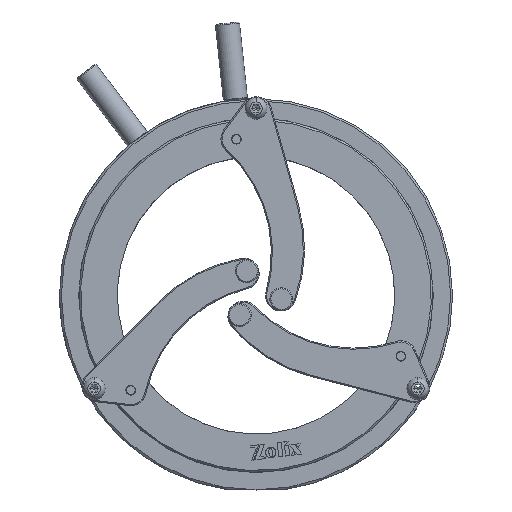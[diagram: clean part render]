
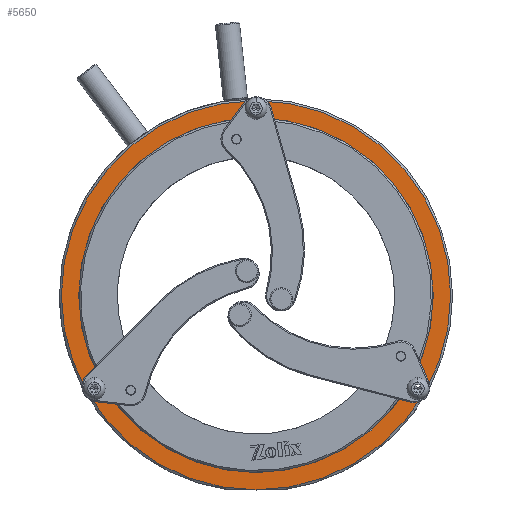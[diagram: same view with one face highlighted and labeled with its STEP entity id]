
A CAD part, top view. The second image highlights one B-rep face of the part: STEP entity #5650.
In plain terms, the highlighted planar face has unit normal (0, 0, 1).
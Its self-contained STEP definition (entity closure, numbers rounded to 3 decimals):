
#82 = PLANE ( 'NONE',  #3650 ) ;
#207 = AXIS2_PLACEMENT_3D ( 'NONE', #8818, #8018, #3363 ) ;
#351 = CARTESIAN_POINT ( 'NONE',  ( -56.182, -19.584, 110. ) ) ;
#401 = DIRECTION ( 'NONE',  ( 1., 0., 0. ) ) ;
#488 = AXIS2_PLACEMENT_3D ( 'NONE', #4575, #683, #7006 ) ;
#508 = EDGE_CURVE ( 'NONE', #4621, #6002, #5431, .T. ) ;
#579 = DIRECTION ( 'NONE',  ( 0., 0., 1. ) ) ;
#614 = ORIENTED_EDGE ( 'NONE', *, *, #9065, .F. ) ;
#683 = DIRECTION ( 'NONE',  ( 0., 0., 1. ) ) ;
#795 = EDGE_CURVE ( 'NONE', #6749, #9737, #4815, .T. ) ;
#962 = AXIS2_PLACEMENT_3D ( 'NONE', #3691, #579, #1048 ) ;
#1048 = DIRECTION ( 'NONE',  ( 1., 0., 0. ) ) ;
#1212 = CARTESIAN_POINT ( 'NONE',  ( 31.821, 4.666, 110. ) ) ;
#1230 = CARTESIAN_POINT ( 'NONE',  ( 27.823, -19.584, 110. ) ) ;
#1373 = DIRECTION ( 'NONE',  ( 0., 0., 1. ) ) ;
#1493 = ORIENTED_EDGE ( 'NONE', *, *, #6566, .T. ) ;
#1503 = ORIENTED_EDGE ( 'NONE', *, *, #4118, .F. ) ;
#1519 = CARTESIAN_POINT ( 'NONE',  ( -14.179, 4.666, 110. ) ) ;
#1590 = EDGE_LOOP ( 'NONE', ( #5138, #3697 ) ) ;
#1686 = AXIS2_PLACEMENT_3D ( 'NONE', #351, #4973, #8943 ) ;
#1797 = CIRCLE ( 'NONE', #962, 50.5 ) ;
#1951 = VERTEX_POINT ( 'NONE', #8141 ) ;
#1995 = VERTEX_POINT ( 'NONE', #4357 ) ;
#2077 = DIRECTION ( 'NONE',  ( 1., 0., 0. ) ) ;
#2119 = CARTESIAN_POINT ( 'NONE',  ( -14.179, 4.666, 110. ) ) ;
#2445 = EDGE_LOOP ( 'NONE', ( #1503, #7844 ) ) ;
#2517 = FACE_BOUND ( 'NONE', #2445, .T. ) ;
#2579 = ORIENTED_EDGE ( 'NONE', *, *, #4161, .T. ) ;
#2587 = CARTESIAN_POINT ( 'NONE',  ( -14.179, -45.834, 110. ) ) ;
#2644 = CIRCLE ( 'NONE', #7910, 1.25 ) ;
#2895 = CARTESIAN_POINT ( 'NONE',  ( -14.179, 53.166, 110. ) ) ;
#3052 = EDGE_CURVE ( 'NONE', #9733, #1995, #6764, .T. ) ;
#3316 = CARTESIAN_POINT ( 'NONE',  ( -60.179, 4.666, 110. ) ) ;
#3363 = DIRECTION ( 'NONE',  ( 1., 0., 0. ) ) ;
#3399 = CIRCLE ( 'NONE', #7038, 46. ) ;
#3645 = AXIS2_PLACEMENT_3D ( 'NONE', #7420, #4286, #401 ) ;
#3650 = AXIS2_PLACEMENT_3D ( 'NONE', #4744, #6306, #5622 ) ;
#3691 = CARTESIAN_POINT ( 'NONE',  ( -14.179, 4.666, 110. ) ) ;
#3697 = ORIENTED_EDGE ( 'NONE', *, *, #5507, .F. ) ;
#3837 = VERTEX_POINT ( 'NONE', #3316 ) ;
#3918 = AXIS2_PLACEMENT_3D ( 'NONE', #1230, #5962, #6808 ) ;
#4079 = CIRCLE ( 'NONE', #207, 46. ) ;
#4118 = EDGE_CURVE ( 'NONE', #8431, #3837, #3399, .T. ) ;
#4161 = EDGE_CURVE ( 'NONE', #6240, #6749, #1797, .T. ) ;
#4286 = DIRECTION ( 'NONE',  ( 0., 0., 1. ) ) ;
#4357 = CARTESIAN_POINT ( 'NONE',  ( -57.432, -19.584, 110. ) ) ;
#4365 = EDGE_CURVE ( 'NONE', #1951, #6994, #5345, .T. ) ;
#4575 = CARTESIAN_POINT ( 'NONE',  ( -14.179, 4.666, 110. ) ) ;
#4621 = VERTEX_POINT ( 'NONE', #4769 ) ;
#4689 = DIRECTION ( 'NONE',  ( 1., 0., 0. ) ) ;
#4696 = AXIS2_PLACEMENT_3D ( 'NONE', #7782, #9418, #4689 ) ;
#4713 = CARTESIAN_POINT ( 'NONE',  ( -54.932, -19.584, 110. ) ) ;
#4724 = CARTESIAN_POINT ( 'NONE',  ( 27.823, -19.584, 110. ) ) ;
#4744 = CARTESIAN_POINT ( 'NONE',  ( -14.179, 4.666, 110. ) ) ;
#4769 = CARTESIAN_POINT ( 'NONE',  ( -12.929, 53.166, 110. ) ) ;
#4815 = CIRCLE ( 'NONE', #488, 50.5 ) ;
#4837 = FACE_BOUND ( 'NONE', #6767, .T. ) ;
#4954 = CIRCLE ( 'NONE', #4696, 1.25 ) ;
#4960 = AXIS2_PLACEMENT_3D ( 'NONE', #1519, #6949, #9997 ) ;
#4973 = DIRECTION ( 'NONE',  ( 0., 0., 1. ) ) ;
#5138 = ORIENTED_EDGE ( 'NONE', *, *, #4365, .F. ) ;
#5345 = CIRCLE ( 'NONE', #3918, 1.25 ) ;
#5396 = EDGE_LOOP ( 'NONE', ( #6589, #5659 ) ) ;
#5431 = CIRCLE ( 'NONE', #3645, 1.25 ) ;
#5507 = EDGE_CURVE ( 'NONE', #6994, #1951, #9387, .T. ) ;
#5592 = EDGE_CURVE ( 'NONE', #1995, #9733, #4954, .T. ) ;
#5622 = DIRECTION ( 'NONE',  ( 1., 0., 0. ) ) ;
#5650 = ADVANCED_FACE ( 'NONE', ( #6292, #2517, #7017, #6773, #4837 ), #82, .T. ) ;
#5659 = ORIENTED_EDGE ( 'NONE', *, *, #5592, .F. ) ;
#5962 = DIRECTION ( 'NONE',  ( 0., 0., 1. ) ) ;
#6002 = VERTEX_POINT ( 'NONE', #7649 ) ;
#6174 = CARTESIAN_POINT ( 'NONE',  ( 36.321, 4.666, 110. ) ) ;
#6240 = VERTEX_POINT ( 'NONE', #8873 ) ;
#6292 = FACE_OUTER_BOUND ( 'NONE', #9427, .T. ) ;
#6306 = DIRECTION ( 'NONE',  ( 0., 0., 1. ) ) ;
#6510 = CIRCLE ( 'NONE', #4960, 50.5 ) ;
#6566 = EDGE_CURVE ( 'NONE', #9737, #6240, #6510, .T. ) ;
#6589 = ORIENTED_EDGE ( 'NONE', *, *, #3052, .F. ) ;
#6590 = ORIENTED_EDGE ( 'NONE', *, *, #795, .T. ) ;
#6749 = VERTEX_POINT ( 'NONE', #2587 ) ;
#6764 = CIRCLE ( 'NONE', #1686, 1.25 ) ;
#6767 = EDGE_LOOP ( 'NONE', ( #9202, #614 ) ) ;
#6773 = FACE_BOUND ( 'NONE', #1590, .T. ) ;
#6808 = DIRECTION ( 'NONE',  ( 1., 0., 0. ) ) ;
#6949 = DIRECTION ( 'NONE',  ( 0., 0., 1. ) ) ;
#6994 = VERTEX_POINT ( 'NONE', #8366 ) ;
#7006 = DIRECTION ( 'NONE',  ( 1., 0., 0. ) ) ;
#7017 = FACE_BOUND ( 'NONE', #5396, .T. ) ;
#7038 = AXIS2_PLACEMENT_3D ( 'NONE', #2119, #7672, #2077 ) ;
#7420 = CARTESIAN_POINT ( 'NONE',  ( -14.179, 53.166, 110. ) ) ;
#7423 = AXIS2_PLACEMENT_3D ( 'NONE', #4724, #7755, #7715 ) ;
#7609 = DIRECTION ( 'NONE',  ( 1., 0., 0. ) ) ;
#7649 = CARTESIAN_POINT ( 'NONE',  ( -15.429, 53.166, 110. ) ) ;
#7672 = DIRECTION ( 'NONE',  ( 0., 0., 1. ) ) ;
#7715 = DIRECTION ( 'NONE',  ( 1., 0., 0. ) ) ;
#7755 = DIRECTION ( 'NONE',  ( 0., 0., 1. ) ) ;
#7782 = CARTESIAN_POINT ( 'NONE',  ( -56.182, -19.584, 110. ) ) ;
#7844 = ORIENTED_EDGE ( 'NONE', *, *, #8850, .F. ) ;
#7910 = AXIS2_PLACEMENT_3D ( 'NONE', #2895, #1373, #7609 ) ;
#8018 = DIRECTION ( 'NONE',  ( 0., 0., 1. ) ) ;
#8141 = CARTESIAN_POINT ( 'NONE',  ( 29.073, -19.584, 110. ) ) ;
#8366 = CARTESIAN_POINT ( 'NONE',  ( 26.573, -19.584, 110. ) ) ;
#8431 = VERTEX_POINT ( 'NONE', #1212 ) ;
#8818 = CARTESIAN_POINT ( 'NONE',  ( -14.179, 4.666, 110. ) ) ;
#8850 = EDGE_CURVE ( 'NONE', #3837, #8431, #4079, .T. ) ;
#8873 = CARTESIAN_POINT ( 'NONE',  ( -64.679, 4.666, 110. ) ) ;
#8943 = DIRECTION ( 'NONE',  ( 1., 0., 0. ) ) ;
#9065 = EDGE_CURVE ( 'NONE', #6002, #4621, #2644, .T. ) ;
#9202 = ORIENTED_EDGE ( 'NONE', *, *, #508, .F. ) ;
#9387 = CIRCLE ( 'NONE', #7423, 1.25 ) ;
#9418 = DIRECTION ( 'NONE',  ( 0., 0., 1. ) ) ;
#9427 = EDGE_LOOP ( 'NONE', ( #6590, #1493, #2579 ) ) ;
#9733 = VERTEX_POINT ( 'NONE', #4713 ) ;
#9737 = VERTEX_POINT ( 'NONE', #6174 ) ;
#9997 = DIRECTION ( 'NONE',  ( 1., 0., 0. ) ) ;
